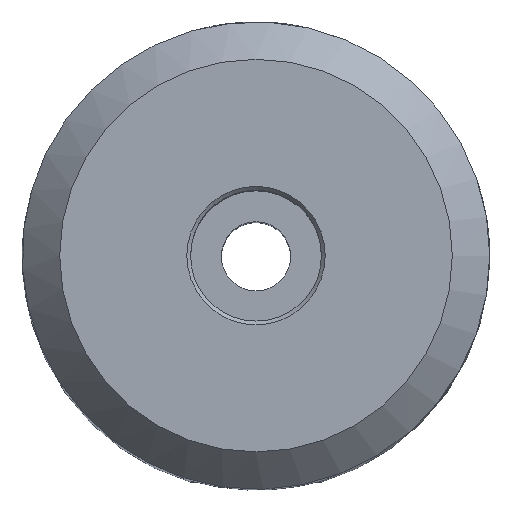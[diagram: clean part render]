
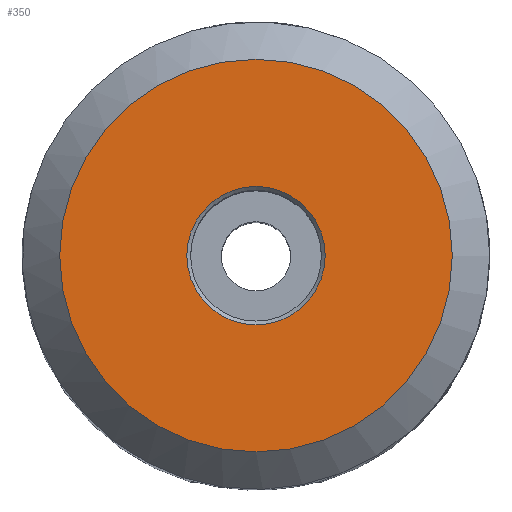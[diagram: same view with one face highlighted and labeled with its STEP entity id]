
A CAD part, top view. The second image highlights one B-rep face of the part: STEP entity #350.
In plain terms, the highlighted planar face has unit normal (0, 0, 1).
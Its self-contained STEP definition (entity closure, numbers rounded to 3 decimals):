
#15 = VERTEX_POINT ( 'NONE', #623 ) ;
#81 = DIRECTION ( 'NONE',  ( 1., 0., 0. ) ) ;
#103 = VERTEX_POINT ( 'NONE', #1054 ) ;
#117 = CARTESIAN_POINT ( 'NONE',  ( 0., 0., 65. ) ) ;
#122 = DIRECTION ( 'NONE',  ( 0., 0., -1. ) ) ;
#171 = FACE_BOUND ( 'NONE', #1068, .T. ) ;
#274 = DIRECTION ( 'NONE',  ( 1., 0., 0. ) ) ;
#294 = DIRECTION ( 'NONE',  ( 1., 0., 0. ) ) ;
#324 = AXIS2_PLACEMENT_3D ( 'NONE', #504, #704, #274 ) ;
#350 = ADVANCED_FACE ( 'NONE', ( #171, #950 ), #353, .T. ) ;
#353 = PLANE ( 'NONE',  #324 ) ;
#361 = CIRCLE ( 'NONE', #1082, 3.7 ) ;
#464 = EDGE_CURVE ( 'NONE', #15, #15, #361, .T. ) ;
#504 = CARTESIAN_POINT ( 'NONE',  ( 0., 0., 65. ) ) ;
#519 = ORIENTED_EDGE ( 'NONE', *, *, #635, .T. ) ;
#577 = ORIENTED_EDGE ( 'NONE', *, *, #464, .T. ) ;
#623 = CARTESIAN_POINT ( 'NONE',  ( 3.7, 0., 65. ) ) ;
#635 = EDGE_CURVE ( 'NONE', #103, #103, #1106, .T. ) ;
#688 = CARTESIAN_POINT ( 'NONE',  ( 0., 0., 65. ) ) ;
#704 = DIRECTION ( 'NONE',  ( 0., 0., 1. ) ) ;
#894 = EDGE_LOOP ( 'NONE', ( #519 ) ) ;
#948 = AXIS2_PLACEMENT_3D ( 'NONE', #688, #1022, #81 ) ;
#950 = FACE_OUTER_BOUND ( 'NONE', #894, .T. ) ;
#1022 = DIRECTION ( 'NONE',  ( 0., 0., 1. ) ) ;
#1054 = CARTESIAN_POINT ( 'NONE',  ( 10.5, 0., 65. ) ) ;
#1068 = EDGE_LOOP ( 'NONE', ( #577 ) ) ;
#1082 = AXIS2_PLACEMENT_3D ( 'NONE', #117, #122, #294 ) ;
#1106 = CIRCLE ( 'NONE', #948, 10.5 ) ;
